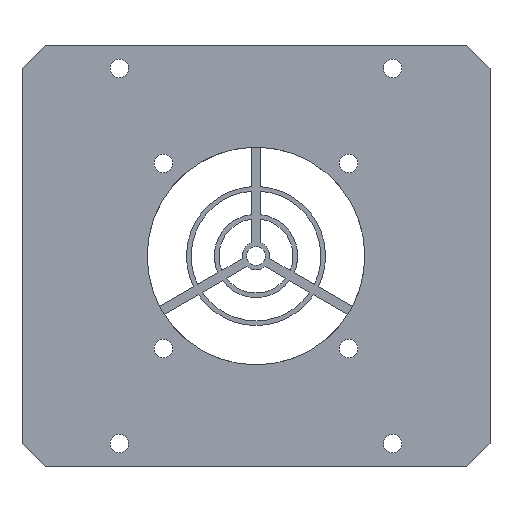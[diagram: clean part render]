
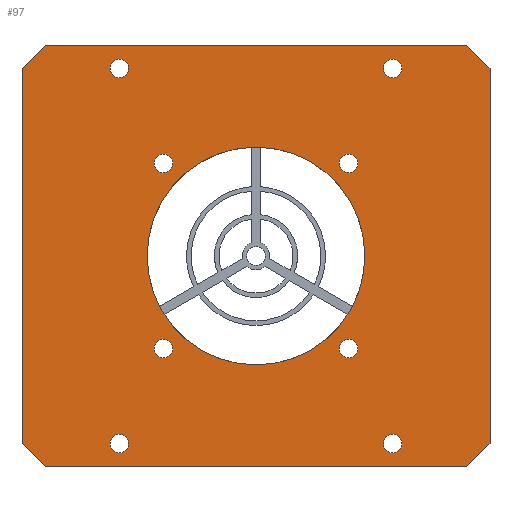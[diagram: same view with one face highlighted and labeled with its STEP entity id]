
A CAD part, top view. The second image highlights one B-rep face of the part: STEP entity #97.
In plain terms, the highlighted planar face has unit normal (0, 0, 1).
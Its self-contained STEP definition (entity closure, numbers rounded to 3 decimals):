
#97=ADVANCED_FACE('',(#515,#517,#519,#521,#523,#525,#527,#529,#531,#533),#535,.T.);
#515=FACE_BOUND('',#516,.T.);
#516=EDGE_LOOP('',(#839,#840,#841,#842,#843,#844,#845,#846));
#517=FACE_BOUND('',#518,.T.);
#518=EDGE_LOOP('',(#847));
#519=FACE_BOUND('',#520,.T.);
#520=EDGE_LOOP('',(#848));
#521=FACE_BOUND('',#522,.T.);
#522=EDGE_LOOP('',(#849));
#523=FACE_BOUND('',#524,.T.);
#524=EDGE_LOOP('',(#850));
#525=FACE_BOUND('',#526,.T.);
#526=EDGE_LOOP('',(#851));
#527=FACE_BOUND('',#528,.T.);
#528=EDGE_LOOP('',(#852));
#529=FACE_BOUND('',#530,.T.);
#530=EDGE_LOOP('',(#853));
#531=FACE_BOUND('',#532,.T.);
#532=EDGE_LOOP('',(#854));
#533=FACE_BOUND('',#534,.T.);
#534=EDGE_LOOP('',(#855));
#535=PLANE('',#536);
#536=AXIS2_PLACEMENT_3D('',#537,#538,#539);
#537=CARTESIAN_POINT('',(0.,0.,3.));
#538=DIRECTION('',(0.,0.,1.));
#539=DIRECTION('',(-1.,0.,0.));
#839=ORIENTED_EDGE('',*,*,#1020,.F.);
#840=ORIENTED_EDGE('',*,*,#1008,.T.);
#841=ORIENTED_EDGE('',*,*,#1021,.F.);
#842=ORIENTED_EDGE('',*,*,#1005,.T.);
#843=ORIENTED_EDGE('',*,*,#1022,.F.);
#844=ORIENTED_EDGE('',*,*,#1002,.T.);
#845=ORIENTED_EDGE('',*,*,#1023,.F.);
#846=ORIENTED_EDGE('',*,*,#1010,.T.);
#847=ORIENTED_EDGE('',*,*,#1012,.T.);
#848=ORIENTED_EDGE('',*,*,#1013,.T.);
#849=ORIENTED_EDGE('',*,*,#1014,.T.);
#850=ORIENTED_EDGE('',*,*,#1015,.T.);
#851=ORIENTED_EDGE('',*,*,#969,.T.);
#852=ORIENTED_EDGE('',*,*,#1016,.T.);
#853=ORIENTED_EDGE('',*,*,#1017,.T.);
#854=ORIENTED_EDGE('',*,*,#1018,.T.);
#855=ORIENTED_EDGE('',*,*,#1019,.T.);
#969=EDGE_CURVE('',#1212,#1212,#1213,.F.);
#1002=EDGE_CURVE('',#1244,#1246,#1248,.T.);
#1005=EDGE_CURVE('',#1249,#1251,#1253,.T.);
#1008=EDGE_CURVE('',#1254,#1256,#1258,.T.);
#1010=EDGE_CURVE('',#1261,#1259,#1262,.T.);
#1012=EDGE_CURVE('',#1264,#1264,#1265,.F.);
#1013=EDGE_CURVE('',#1266,#1266,#1267,.F.);
#1014=EDGE_CURVE('',#1268,#1268,#1269,.F.);
#1015=EDGE_CURVE('',#1270,#1270,#1271,.F.);
#1016=EDGE_CURVE('',#1272,#1272,#1273,.F.);
#1017=EDGE_CURVE('',#1274,#1274,#1275,.F.);
#1018=EDGE_CURVE('',#1276,#1276,#1277,.F.);
#1019=EDGE_CURVE('',#1278,#1278,#1279,.F.);
#1020=EDGE_CURVE('',#1254,#1259,#1280,.F.);
#1021=EDGE_CURVE('',#1249,#1256,#1281,.F.);
#1022=EDGE_CURVE('',#1244,#1251,#1282,.F.);
#1023=EDGE_CURVE('',#1261,#1246,#1283,.F.);
#1212=VERTEX_POINT('',#1713);
#1213=CIRCLE('',#1714,23.5);
#1244=VERTEX_POINT('',#1808);
#1246=VERTEX_POINT('',#1812);
#1248=LINE('',#1816,#1817);
#1249=VERTEX_POINT('',#1819);
#1251=VERTEX_POINT('',#1823);
#1253=LINE('',#1827,#1828);
#1254=VERTEX_POINT('',#1830);
#1256=VERTEX_POINT('',#1834);
#1258=LINE('',#1838,#1839);
#1259=VERTEX_POINT('',#1841);
#1261=VERTEX_POINT('',#1845);
#1262=LINE('',#1846,#1847);
#1264=VERTEX_POINT('',#1852);
#1265=CIRCLE('',#1853,2.);
#1266=VERTEX_POINT('',#1857);
#1267=CIRCLE('',#1858,2.);
#1268=VERTEX_POINT('',#1862);
#1269=CIRCLE('',#1863,2.);
#1270=VERTEX_POINT('',#1867);
#1271=CIRCLE('',#1868,2.);
#1272=VERTEX_POINT('',#1872);
#1273=CIRCLE('',#1873,2.);
#1274=VERTEX_POINT('',#1877);
#1275=CIRCLE('',#1878,2.);
#1276=VERTEX_POINT('',#1882);
#1277=CIRCLE('',#1883,2.);
#1278=VERTEX_POINT('',#1887);
#1279=CIRCLE('',#1888,2.);
#1280=LINE('',#1892,#1893);
#1281=LINE('',#1895,#1896);
#1282=LINE('',#1898,#1899);
#1283=LINE('',#1901,#1902);
#1713=CARTESIAN_POINT('',(-23.5,0.,3.));
#1714=AXIS2_PLACEMENT_3D('',#1715,#1716,#1717);
#1715=CARTESIAN_POINT('',(0.,0.,3.));
#1716=DIRECTION('',(0.,0.,1.));
#1717=DIRECTION('',(-1.,0.,0.));
#1808=CARTESIAN_POINT('',(45.5,45.5,3.));
#1812=CARTESIAN_POINT('',(-45.5,45.5,3.));
#1816=CARTESIAN_POINT('',(45.5,45.5,3.));
#1817=VECTOR('',#1818,1.);
#1818=DIRECTION('',(-1.,0.,0.));
#1819=CARTESIAN_POINT('',(50.5,-40.5,3.));
#1823=CARTESIAN_POINT('',(50.5,40.5,3.));
#1827=CARTESIAN_POINT('',(50.5,-40.5,3.));
#1828=VECTOR('',#1829,1.);
#1829=DIRECTION('',(0.,1.,0.));
#1830=CARTESIAN_POINT('',(-45.5,-45.5,3.));
#1834=CARTESIAN_POINT('',(45.5,-45.5,3.));
#1838=CARTESIAN_POINT('',(-45.5,-45.5,3.));
#1839=VECTOR('',#1840,1.);
#1840=DIRECTION('',(1.,0.,0.));
#1841=CARTESIAN_POINT('',(-50.5,-40.5,3.));
#1845=CARTESIAN_POINT('',(-50.5,40.5,3.));
#1846=CARTESIAN_POINT('',(-50.5,40.5,3.));
#1847=VECTOR('',#1848,1.);
#1848=DIRECTION('',(0.,-1.,0.));
#1852=CARTESIAN_POINT('',(-20.,-18.,3.));
#1853=AXIS2_PLACEMENT_3D('',#1854,#1855,#1856);
#1854=CARTESIAN_POINT('',(-20.,-20.,3.));
#1855=DIRECTION('',(0.,0.,1.));
#1856=DIRECTION('',(0.,1.,0.));
#1857=CARTESIAN_POINT('',(-20.,22.,3.));
#1858=AXIS2_PLACEMENT_3D('',#1859,#1860,#1861);
#1859=CARTESIAN_POINT('',(-20.,20.,3.));
#1860=DIRECTION('',(0.,0.,1.));
#1861=DIRECTION('',(0.,1.,0.));
#1862=CARTESIAN_POINT('',(20.,-18.,3.));
#1863=AXIS2_PLACEMENT_3D('',#1864,#1865,#1866);
#1864=CARTESIAN_POINT('',(20.,-20.,3.));
#1865=DIRECTION('',(0.,0.,1.));
#1866=DIRECTION('',(0.,1.,0.));
#1867=CARTESIAN_POINT('',(20.,22.,3.));
#1868=AXIS2_PLACEMENT_3D('',#1869,#1870,#1871);
#1869=CARTESIAN_POINT('',(20.,20.,3.));
#1870=DIRECTION('',(0.,0.,1.));
#1871=DIRECTION('',(0.,1.,0.));
#1872=CARTESIAN_POINT('',(-31.5,40.5,3.));
#1873=AXIS2_PLACEMENT_3D('',#1874,#1875,#1876);
#1874=CARTESIAN_POINT('',(-29.5,40.5,3.));
#1875=DIRECTION('',(0.,0.,1.));
#1876=DIRECTION('',(-1.,0.,0.));
#1877=CARTESIAN_POINT('',(-31.5,-40.5,3.));
#1878=AXIS2_PLACEMENT_3D('',#1879,#1880,#1881);
#1879=CARTESIAN_POINT('',(-29.5,-40.5,3.));
#1880=DIRECTION('',(0.,0.,1.));
#1881=DIRECTION('',(-1.,0.,0.));
#1882=CARTESIAN_POINT('',(27.5,40.5,3.));
#1883=AXIS2_PLACEMENT_3D('',#1884,#1885,#1886);
#1884=CARTESIAN_POINT('',(29.5,40.5,3.));
#1885=DIRECTION('',(0.,0.,1.));
#1886=DIRECTION('',(-1.,0.,0.));
#1887=CARTESIAN_POINT('',(27.5,-40.5,3.));
#1888=AXIS2_PLACEMENT_3D('',#1889,#1890,#1891);
#1889=CARTESIAN_POINT('',(29.5,-40.5,3.));
#1890=DIRECTION('',(0.,0.,1.));
#1891=DIRECTION('',(-1.,0.,0.));
#1892=CARTESIAN_POINT('',(-50.5,-40.5,3.));
#1893=VECTOR('',#1894,1.);
#1894=DIRECTION('',(0.707,-0.707,0.));
#1895=CARTESIAN_POINT('',(45.5,-45.5,3.));
#1896=VECTOR('',#1897,1.);
#1897=DIRECTION('',(0.707,0.707,0.));
#1898=CARTESIAN_POINT('',(50.5,40.5,3.));
#1899=VECTOR('',#1900,1.);
#1900=DIRECTION('',(-0.707,0.707,0.));
#1901=CARTESIAN_POINT('',(-45.5,45.5,3.));
#1902=VECTOR('',#1903,1.);
#1903=DIRECTION('',(-0.707,-0.707,0.));
